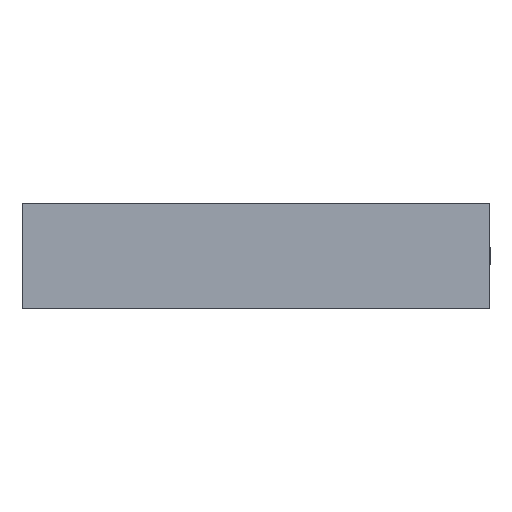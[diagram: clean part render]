
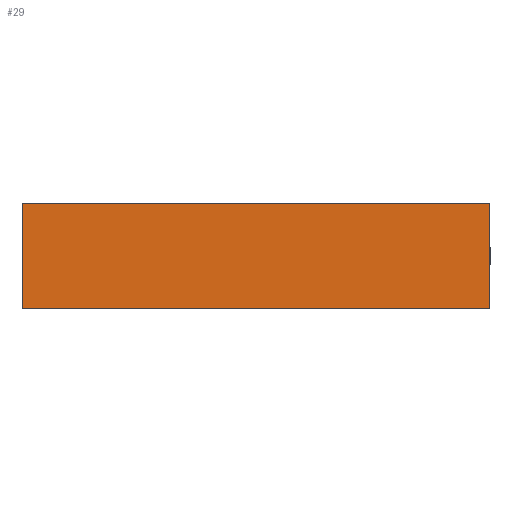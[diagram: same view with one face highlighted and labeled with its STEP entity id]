
A CAD part, top view. The second image highlights one B-rep face of the part: STEP entity #29.
In plain terms, the highlighted planar face has unit normal (0, 0, 1).
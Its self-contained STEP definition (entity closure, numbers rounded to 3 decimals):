
#29=ADVANCED_FACE('',(#43),#185,.T.);
#43=FACE_OUTER_BOUND('',#57,.T.);
#57=EDGE_LOOP('',(#88,#89,#90,#91));
#88=ORIENTED_EDGE('',*,*,#114,.T.);
#89=ORIENTED_EDGE('',*,*,#118,.T.);
#90=ORIENTED_EDGE('',*,*,#121,.T.);
#91=ORIENTED_EDGE('',*,*,#123,.T.);
#114=EDGE_CURVE('',#163,#162,#150,.T.);
#118=EDGE_CURVE('',#162,#165,#154,.T.);
#121=EDGE_CURVE('',#165,#167,#157,.T.);
#123=EDGE_CURVE('',#167,#163,#159,.T.);
#150=B_SPLINE_CURVE_WITH_KNOTS('',1,(#298,#299),.UNSPECIFIED.,.F.,.F.,(2,
2),(0.,20.),.UNSPECIFIED.);
#154=B_SPLINE_CURVE_WITH_KNOTS('',1,(#306,#307),.UNSPECIFIED.,.F.,.F.,(2,
2),(20.,56.5),.UNSPECIFIED.);
#157=B_SPLINE_CURVE_WITH_KNOTS('',1,(#312,#313),.UNSPECIFIED.,.F.,.F.,(2,
2),(56.5,76.5),.UNSPECIFIED.);
#159=B_SPLINE_CURVE_WITH_KNOTS('',1,(#316,#317),.UNSPECIFIED.,.F.,.F.,(2,
2),(76.5,113.),.UNSPECIFIED.);
#162=VERTEX_POINT('',#280);
#163=VERTEX_POINT('',#281);
#165=VERTEX_POINT('',#283);
#167=VERTEX_POINT('',#285);
#185=PLANE('',#213);
#213=AXIS2_PLACEMENT_3D('',#235,#224,$);
#224=DIRECTION('',(0.,0.,1.));
#235=CARTESIAN_POINT('',(329.5,10.,4.));
#280=CARTESIAN_POINT('',(329.5,-10.,4.));
#281=CARTESIAN_POINT('',(329.5,10.,4.));
#283=CARTESIAN_POINT('',(418.5,-10.,4.));
#285=CARTESIAN_POINT('',(418.5,10.,4.));
#298=CARTESIAN_POINT('',(329.5,10.,4.));
#299=CARTESIAN_POINT('',(329.5,-10.,4.));
#306=CARTESIAN_POINT('',(329.5,-10.,4.));
#307=CARTESIAN_POINT('',(418.5,-10.,4.));
#312=CARTESIAN_POINT('',(418.5,-10.,4.));
#313=CARTESIAN_POINT('',(418.5,10.,4.));
#316=CARTESIAN_POINT('',(418.5,10.,4.));
#317=CARTESIAN_POINT('',(329.5,10.,4.));
